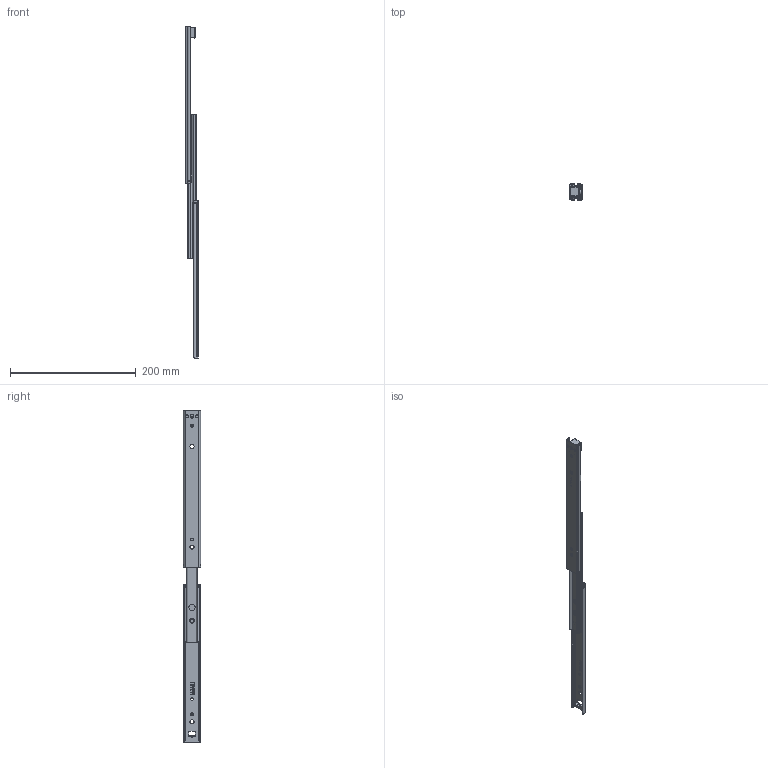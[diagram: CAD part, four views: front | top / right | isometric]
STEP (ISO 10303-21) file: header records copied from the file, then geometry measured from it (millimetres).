
FILE_DESCRIPTION(/* description */ ('Überauszug Serie 040 250x278'),/* implementation_level */ '2;1');
FILE_NAME(/* name */ '07000056002.stp',/* time_stamp */ '2020-06-18T13:16:49+02:00',/* author */ ('Dennis Bruder'),/* organization */ (''),/* preprocessor_version */ 'ST-DEVELOPER v18',/* originating_system */ 'Autodesk Inventor 2020',/* authorisation */ '');
FILE_SCHEMA (('AUTOMOTIVE_DESIGN { 1 0 10303 214 3 1 1 }'));
Products named in the file (1): 07000056002
Bounding box: 20.25 x 27.2 x 528 mm (x, y, z)
Volume: 49841.4 mm3; surface area: 83287.1 mm2
Topology: 51 solids, 51 shells, 1817 faces, 4912 edges, 3191 vertices
Faces by surface type: plane 861, cylinder 440, bspline 369, torus 91, sphere 42, cone 14
Full cylindrical faces by diameter (mm): 3.65 x4, 4.2 x40, 4.3 x1, 4.5 x7, 4.6 x4, 5.2 x4, 5.9 x1, 6 x1, 6.5 x4, 8 x2, 8.2 x2, 10 x4, 12 x3
Entity records: 63743 total; most frequent: CARTESIAN_POINT 17945, ORIENTED_EDGE 9638, DIRECTION 8080, EDGE_CURVE 4819, VERTEX_POINT 3191, LINE 2844, VECTOR 2844, AXIS2_PLACEMENT_3D 2618
